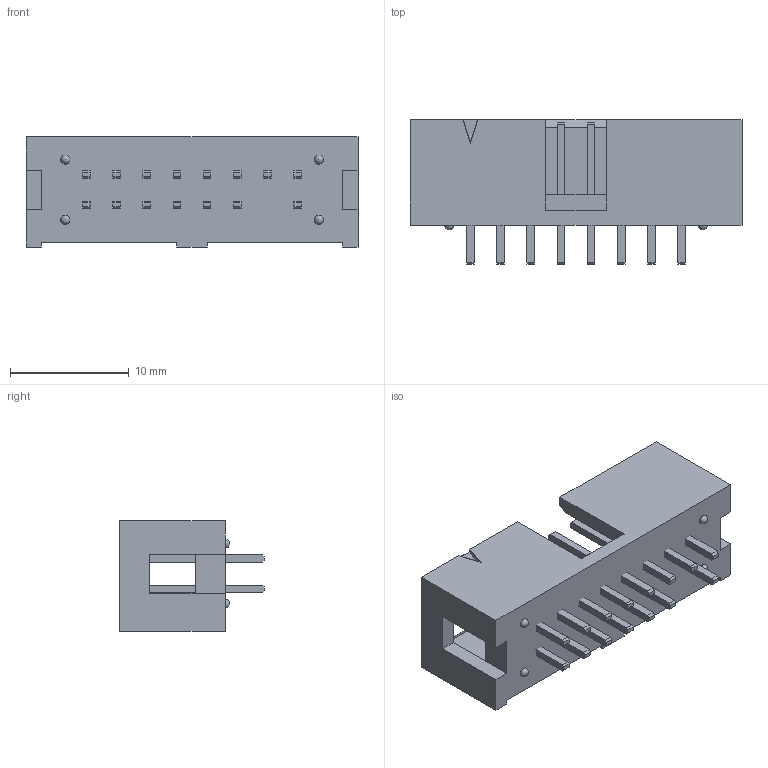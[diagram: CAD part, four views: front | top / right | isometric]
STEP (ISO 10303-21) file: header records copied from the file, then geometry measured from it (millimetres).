
FILE_DESCRIPTION(/* description */ ('STEP AP214'),/* implementation_level */ '2;1');
FILE_NAME(/* name */ 'TST-108-01-G-D-14',/* time_stamp */ '2023-10-21T18:31:30+02:00',/* author */ ('License CC BY-ND 4.0'),/* organization */ ('CADENAS'),/* preprocessor_version */ 'ST-DEVELOPER v19.3',/* originating_system */ 'PARTsolutions',/* authorisation */ ' ');
FILE_SCHEMA (('AUTOMOTIVE_DESIGN {1 0 10303 214 3 1 1}'));
Length unit declared in the file: inch
Products named in the file (4): TST-108-01-G-D-14; T-1S6-08-01-D-14; TST-First_Position_Indicator; TST-108-01-D_header
Assembly tree (3 placements, depth 2):
  TST-108-01-G-D-14
    T-1S6-08-01-D-14
    TST-First_Position_Indicator
    TST-108-01-D_header
Bounding box: 27.94 x 12.19 x 9.27 mm (x, y, z)
Volume: 1195.5 mm3; surface area: 2075.5 mm2
Topology: 3 solids, 3 shells, 230 faces, 678 edges, 450 vertices
Faces by surface type: plane 226, sphere 4
Entity records: 7519 total; most frequent: CARTESIAN_POINT 1342, ORIENTED_EDGE 1332, DIRECTION 1138, EDGE_CURVE 666, LINE 662, VECTOR 662, VERTEX_POINT 442, AXIS2_PLACEMENT_3D 238
